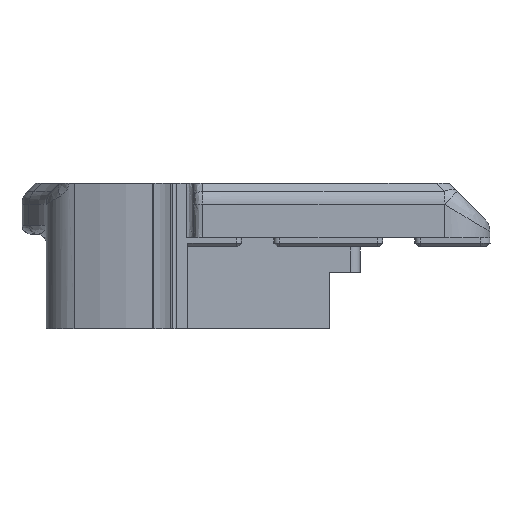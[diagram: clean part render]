
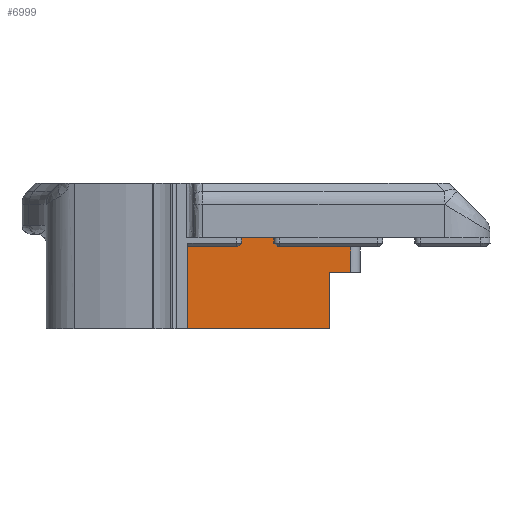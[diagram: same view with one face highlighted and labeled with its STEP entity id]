
A CAD part, left-side view. The second image highlights one B-rep face of the part: STEP entity #6999.
In plain terms, the highlighted planar face has unit normal (-1, 0, 0).
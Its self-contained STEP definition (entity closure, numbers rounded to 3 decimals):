
#20 = DIRECTION ( 'NONE',  ( 0., -1., 0. ) ) ;
#63 = VECTOR ( 'NONE', #5022, 1000. ) ;
#300 = VECTOR ( 'NONE', #6111, 1000. ) ;
#526 = CARTESIAN_POINT ( 'NONE',  ( -5.75, -53.4, 18.2 ) ) ;
#991 = CARTESIAN_POINT ( 'NONE',  ( -5.75, -38.8, 12. ) ) ;
#1154 = LINE ( 'NONE', #2683, #3098 ) ;
#1156 = CARTESIAN_POINT ( 'NONE',  ( -5.75, -56.683, 22. ) ) ;
#1220 = DIRECTION ( 'NONE',  ( 0., 1., 0. ) ) ;
#1438 = EDGE_CURVE ( 'NONE', #4512, #7796, #1154, .T. ) ;
#1581 = CARTESIAN_POINT ( 'NONE',  ( -5.75, -54.367, 1.945 ) ) ;
#2122 = EDGE_CURVE ( 'NONE', #2554, #4512, #2612, .T. ) ;
#2204 = CARTESIAN_POINT ( 'NONE',  ( -5.75, -38.8, 22. ) ) ;
#2311 = ORIENTED_EDGE ( 'NONE', *, *, #8953, .T. ) ;
#2554 = VERTEX_POINT ( 'NONE', #5159 ) ;
#2590 = VERTEX_POINT ( 'NONE', #991 ) ;
#2612 = LINE ( 'NONE', #1156, #300 ) ;
#2683 = CARTESIAN_POINT ( 'NONE',  ( -5.75, -34.975, 22. ) ) ;
#2757 = CARTESIAN_POINT ( 'NONE',  ( -5.75, -54.367, 12. ) ) ;
#2894 = CARTESIAN_POINT ( 'NONE',  ( -5.75, -46.1, 12. ) ) ;
#3030 = LINE ( 'NONE', #526, #5556 ) ;
#3098 = VECTOR ( 'NONE', #7569, 1000. ) ;
#3324 = CARTESIAN_POINT ( 'NONE',  ( -5.75, -54.367, 18.2 ) ) ;
#4168 = DIRECTION ( 'NONE',  ( -1., 0., 0. ) ) ;
#4261 = EDGE_LOOP ( 'NONE', ( #8762, #2311, #7279, #4504, #5057, #8685 ) ) ;
#4304 = LINE ( 'NONE', #2204, #8772 ) ;
#4504 = ORIENTED_EDGE ( 'NONE', *, *, #2122, .T. ) ;
#4512 = VERTEX_POINT ( 'NONE', #4520 ) ;
#4520 = CARTESIAN_POINT ( 'NONE',  ( -5.75, -56.683, 22. ) ) ;
#4782 = VERTEX_POINT ( 'NONE', #3324 ) ;
#4942 = CARTESIAN_POINT ( 'NONE',  ( -5.75, -53.4, 22. ) ) ;
#5022 = DIRECTION ( 'NONE',  ( 0., 1., 0. ) ) ;
#5057 = ORIENTED_EDGE ( 'NONE', *, *, #1438, .T. ) ;
#5159 = CARTESIAN_POINT ( 'NONE',  ( -5.75, -56.683, 18.2 ) ) ;
#5275 = VERTEX_POINT ( 'NONE', #2757 ) ;
#5461 = EDGE_CURVE ( 'NONE', #2590, #7796, #4304, .T. ) ;
#5556 = VECTOR ( 'NONE', #1220, 1000. ) ;
#5761 = FACE_OUTER_BOUND ( 'NONE', #4261, .T. ) ;
#6111 = DIRECTION ( 'NONE',  ( 0., 0., 1. ) ) ;
#6752 = VECTOR ( 'NONE', #8601, 1000. ) ;
#6762 = LINE ( 'NONE', #2894, #63 ) ;
#6999 = ADVANCED_FACE ( 'NONE', ( #5761 ), #7046, .T. ) ;
#7046 = PLANE ( 'NONE',  #8040 ) ;
#7279 = ORIENTED_EDGE ( 'NONE', *, *, #8317, .F. ) ;
#7381 = CARTESIAN_POINT ( 'NONE',  ( -5.75, -38.8, 22. ) ) ;
#7401 = EDGE_CURVE ( 'NONE', #5275, #2590, #6762, .T. ) ;
#7569 = DIRECTION ( 'NONE',  ( 0., 1., 0. ) ) ;
#7707 = LINE ( 'NONE', #1581, #6752 ) ;
#7796 = VERTEX_POINT ( 'NONE', #7381 ) ;
#7947 = DIRECTION ( 'NONE',  ( 0., 0., 1. ) ) ;
#8040 = AXIS2_PLACEMENT_3D ( 'NONE', #4942, #4168, #20 ) ;
#8317 = EDGE_CURVE ( 'NONE', #2554, #4782, #3030, .T. ) ;
#8601 = DIRECTION ( 'NONE',  ( 0., 0., 1. ) ) ;
#8685 = ORIENTED_EDGE ( 'NONE', *, *, #5461, .F. ) ;
#8762 = ORIENTED_EDGE ( 'NONE', *, *, #7401, .F. ) ;
#8772 = VECTOR ( 'NONE', #7947, 1000. ) ;
#8953 = EDGE_CURVE ( 'NONE', #5275, #4782, #7707, .T. ) ;
